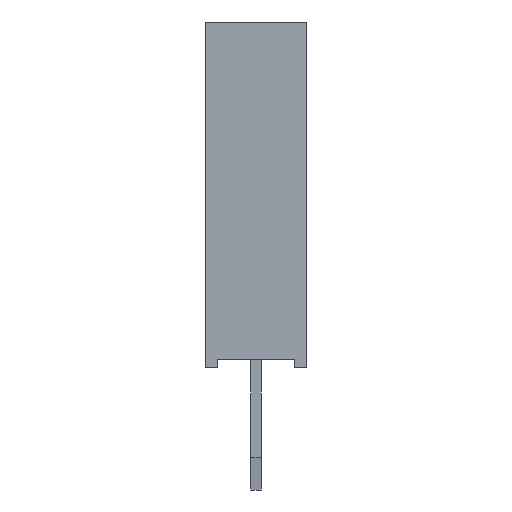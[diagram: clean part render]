
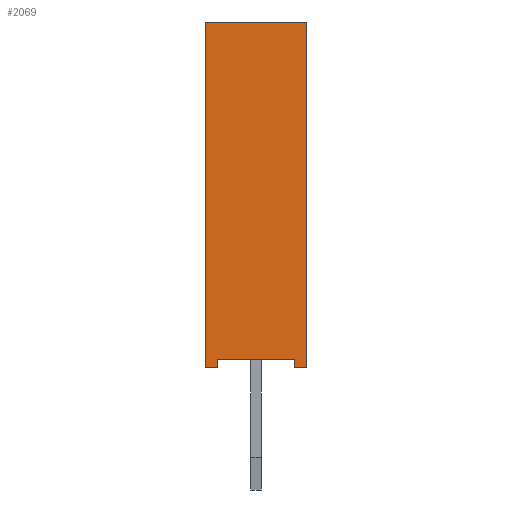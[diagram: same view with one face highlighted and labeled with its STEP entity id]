
A CAD part, left-side view. The second image highlights one B-rep face of the part: STEP entity #2069.
In plain terms, the highlighted planar face has unit normal (-1, 0, 0).
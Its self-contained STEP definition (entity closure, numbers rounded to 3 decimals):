
#147=FACE_OUTER_BOUND('',#257,.T.);
#257=EDGE_LOOP('',(#1404,#1405,#1406,#1407,#1408,#1409,#1410,#1411));
#389=LINE('',#2983,#646);
#390=LINE('',#2985,#647);
#391=LINE('',#2987,#648);
#392=LINE('',#2989,#649);
#393=LINE('',#2991,#650);
#394=LINE('',#2993,#651);
#395=LINE('',#2995,#652);
#396=LINE('',#2996,#653);
#646=VECTOR('',#2391,10.);
#647=VECTOR('',#2392,10.);
#648=VECTOR('',#2393,10.);
#649=VECTOR('',#2394,10.);
#650=VECTOR('',#2395,10.);
#651=VECTOR('',#2396,10.);
#652=VECTOR('',#2397,10.);
#653=VECTOR('',#2398,10.);
#898=VERTEX_POINT('',#2981);
#899=VERTEX_POINT('',#2982);
#900=VERTEX_POINT('',#2984);
#901=VERTEX_POINT('',#2986);
#902=VERTEX_POINT('',#2988);
#903=VERTEX_POINT('',#2990);
#904=VERTEX_POINT('',#2992);
#905=VERTEX_POINT('',#2994);
#1095=EDGE_CURVE('',#898,#899,#389,.T.);
#1096=EDGE_CURVE('',#900,#898,#390,.T.);
#1097=EDGE_CURVE('',#901,#900,#391,.T.);
#1098=EDGE_CURVE('',#902,#901,#392,.T.);
#1099=EDGE_CURVE('',#903,#902,#393,.T.);
#1100=EDGE_CURVE('',#904,#903,#394,.T.);
#1101=EDGE_CURVE('',#905,#904,#395,.T.);
#1102=EDGE_CURVE('',#899,#905,#396,.T.);
#1404=ORIENTED_EDGE('',*,*,#1095,.F.);
#1405=ORIENTED_EDGE('',*,*,#1096,.F.);
#1406=ORIENTED_EDGE('',*,*,#1097,.F.);
#1407=ORIENTED_EDGE('',*,*,#1098,.F.);
#1408=ORIENTED_EDGE('',*,*,#1099,.F.);
#1409=ORIENTED_EDGE('',*,*,#1100,.F.);
#1410=ORIENTED_EDGE('',*,*,#1101,.F.);
#1411=ORIENTED_EDGE('',*,*,#1102,.F.);
#1981=PLANE('',#2194);
#2069=ADVANCED_FACE('',(#147),#1981,.F.);
#2194=AXIS2_PLACEMENT_3D('',#2980,#2389,#2390);
#2389=DIRECTION('center_axis',(1.,0.,0.));
#2390=DIRECTION('ref_axis',(0.,0.,-1.));
#2391=DIRECTION('',(0.,0.,-1.));
#2392=DIRECTION('',(0.,-1.,0.));
#2393=DIRECTION('',(0.,0.,-1.));
#2394=DIRECTION('',(0.,1.,0.));
#2395=DIRECTION('',(0.,0.,-1.));
#2396=DIRECTION('',(0.,-1.,0.));
#2397=DIRECTION('',(0.,0.,1.));
#2398=DIRECTION('',(0.,1.,0.));
#2980=CARTESIAN_POINT('Origin',(-1.47,-5.901,-0.016));
#2981=CARTESIAN_POINT('',(-1.47,-8.5,-0.95));
#2982=CARTESIAN_POINT('',(-1.47,-8.5,-1.25));
#2983=CARTESIAN_POINT('',(-1.47,-8.5,-0.008));
#2984=CARTESIAN_POINT('',(-1.47,-8.3,-0.95));
#2985=CARTESIAN_POINT('',(-1.47,-7.2,-0.95));
#2986=CARTESIAN_POINT('',(-1.47,-8.3,0.95));
#2987=CARTESIAN_POINT('',(-1.47,-8.3,-0.483));
#2988=CARTESIAN_POINT('',(-1.47,-8.5,0.95));
#2989=CARTESIAN_POINT('',(-1.47,-7.1,0.95));
#2990=CARTESIAN_POINT('',(-1.47,-8.5,1.25));
#2991=CARTESIAN_POINT('',(-1.47,-8.5,-0.008));
#2992=CARTESIAN_POINT('',(-1.47,0.,1.25));
#2993=CARTESIAN_POINT('',(-1.47,-2.95,1.25));
#2994=CARTESIAN_POINT('',(-1.47,0.,-1.25));
#2995=CARTESIAN_POINT('',(-1.47,0.,-0.008));
#2996=CARTESIAN_POINT('',(-1.47,-2.95,-1.25));
